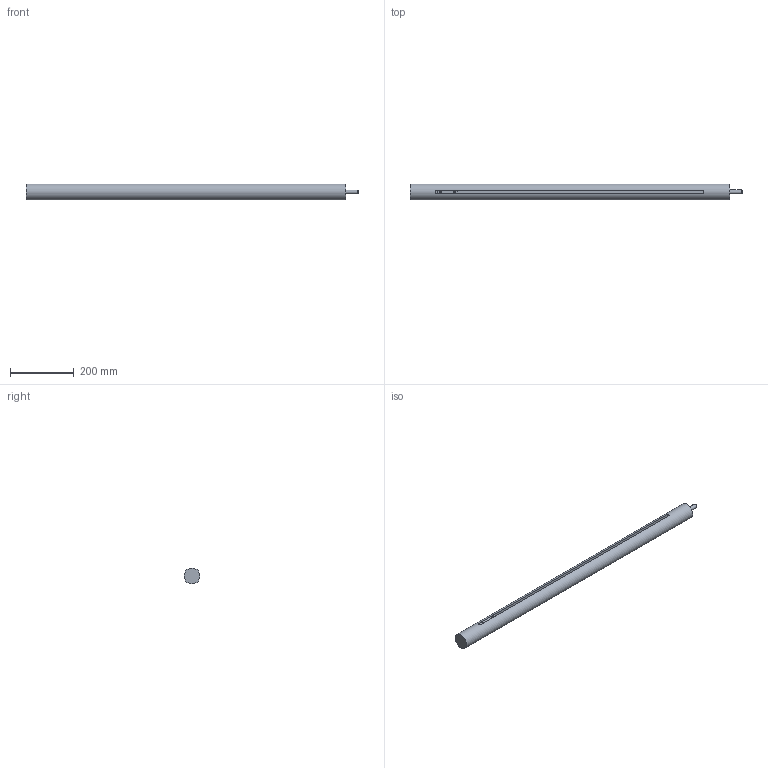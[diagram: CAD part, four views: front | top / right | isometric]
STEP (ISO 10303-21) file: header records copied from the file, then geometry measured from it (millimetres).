
FILE_DESCRIPTION( ( 'STEP AP214' ), '1' );
FILE_NAME( 'K0495.500001X1000_765.stp', '2020-12-08T10:35:14', ( '' ), ( '' ), ' ', 'PARTsolutions', ' ' );
FILE_SCHEMA( ( 'AUTOMOTIVE_DESIGN { 1 0 10303 214 1 1 1 1 }' ) );
Length unit declared in the file: millimetre
Products named in the file (1): _K0495.500001X1000_765
Bounding box: 1038 x 50 x 50 mm (x, y, z)
Volume: 1813280.8 mm3; surface area: 201692.4 mm2
Topology: 1 solids, 1 shells, 24 faces, 50 edges, 33 vertices
Faces by surface type: plane 17, cylinder 6, cone 1
Full cylindrical faces by diameter (mm): 6 x2, 12 x1, 50 x1
Entity records: 876 total; most frequent: CARTESIAN_POINT 161, DIRECTION 106, ORIENTED_EDGE 90, EDGE_CURVE 45, AXIS2_PLACEMENT_3D 38, EDGE_LOOP 34, VERTEX_POINT 33, LINE 30
